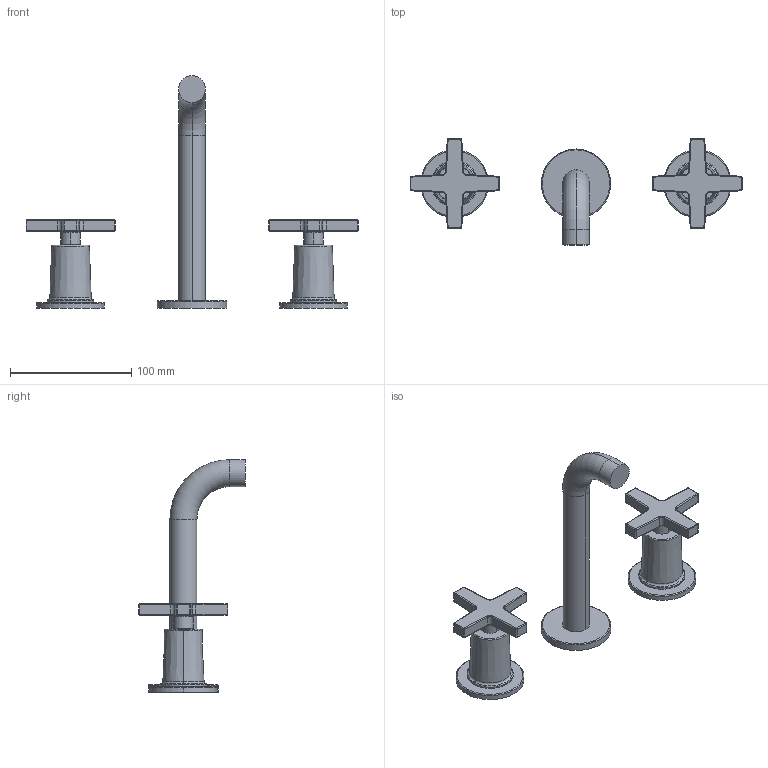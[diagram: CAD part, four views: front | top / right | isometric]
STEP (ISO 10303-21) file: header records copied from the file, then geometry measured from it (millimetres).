
FILE_DESCRIPTION((''),'2;1');
FILE_NAME('3-2981_SW0001','2020-11-25T09:37:58',('rsmith'),(''),'CREO PARAMETRIC BY PTC INC, 2018400','CREO PARAMETRIC BY PTC INC, 2018400','');
FILE_SCHEMA(('AUTOMOTIVE_DESIGN { 1 0 10303 214 1 1 1 1 }'));
Length unit declared in the file: inch
Products named in the file (1): 3-2981_SW0001
Bounding box: 273.3 x 87.45 x 191.58 mm (x, y, z)
Volume: 239111.2 mm3; surface area: 55853.2 mm2
Topology: 3 solids, 3 shells, 221 faces, 448 edges, 246 vertices
Faces by surface type: cylinder 102, plane 43, torus 40, sphere 32, cone 4
Entity records: 9003 total; most frequent: DIRECTION 1160, CARTESIAN_POINT 917, ORIENTED_EDGE 896, PRESENTATION_STYLE_ASSIGNMENT 665, AXIS2_PLACEMENT_3D 491, STYLED_ITEM 451, CURVE_STYLE 448, EDGE_CURVE 448
